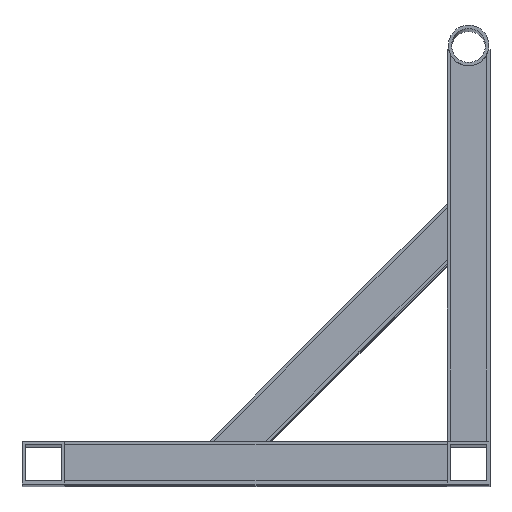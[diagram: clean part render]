
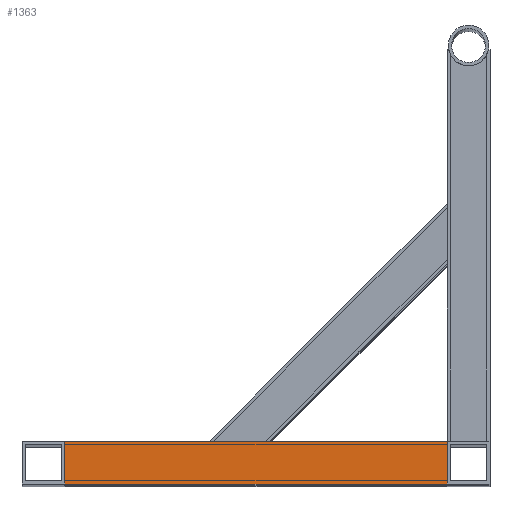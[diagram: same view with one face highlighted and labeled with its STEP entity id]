
A CAD part, top view. The second image highlights one B-rep face of the part: STEP entity #1363.
In plain terms, the highlighted planar face has unit normal (0, 0, 1).
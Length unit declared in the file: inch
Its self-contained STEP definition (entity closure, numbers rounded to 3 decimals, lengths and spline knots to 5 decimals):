
#220=FACE_OUTER_BOUND('',#297,.T.);
#297=EDGE_LOOP('',(#1070,#1071,#1072,#1073));
#408=LINE('',#2222,#554);
#412=LINE('',#2230,#558);
#419=LINE('',#2244,#565);
#420=LINE('',#2245,#566);
#554=VECTOR('',#1849,39.37008);
#558=VECTOR('',#1855,39.37008);
#565=VECTOR('',#1864,39.37008);
#566=VECTOR('',#1865,39.37008);
#692=VERTEX_POINT('',#2220);
#693=VERTEX_POINT('',#2221);
#696=VERTEX_POINT('',#2229);
#702=VERTEX_POINT('',#2243);
#828=EDGE_CURVE('',#692,#693,#408,.T.);
#832=EDGE_CURVE('',#693,#696,#412,.T.);
#839=EDGE_CURVE('',#702,#696,#419,.T.);
#840=EDGE_CURVE('',#692,#702,#420,.T.);
#1070=ORIENTED_EDGE('',*,*,#839,.T.);
#1071=ORIENTED_EDGE('',*,*,#832,.F.);
#1072=ORIENTED_EDGE('',*,*,#828,.F.);
#1073=ORIENTED_EDGE('',*,*,#840,.T.);
#1298=PLANE('',#1648);
#1363=ADVANCED_FACE('',(#220),#1298,.T.);
#1648=AXIS2_PLACEMENT_3D('',#2242,#1862,#1863);
#1849=DIRECTION('',(-1.,0.,0.));
#1855=DIRECTION('',(0.,1.,0.));
#1862=DIRECTION('center_axis',(0.,0.,1.));
#1863=DIRECTION('ref_axis',(1.,0.,0.));
#1864=DIRECTION('',(-1.,0.,0.));
#1865=DIRECTION('',(0.,1.,0.));
#2220=CARTESIAN_POINT('',(26.,-33.,1.75));
#2221=CARTESIAN_POINT('',(10.375,-33.,1.75));
#2222=CARTESIAN_POINT('',(18.1875,-33.,1.75));
#2229=CARTESIAN_POINT('',(10.375,-31.25,1.75));
#2230=CARTESIAN_POINT('',(10.375,-32.125,1.75));
#2242=CARTESIAN_POINT('Origin',(18.1875,-32.125,1.75));
#2243=CARTESIAN_POINT('',(26.,-31.25,1.75));
#2244=CARTESIAN_POINT('',(18.1875,-31.25,1.75));
#2245=CARTESIAN_POINT('',(26.,-32.125,1.75));
